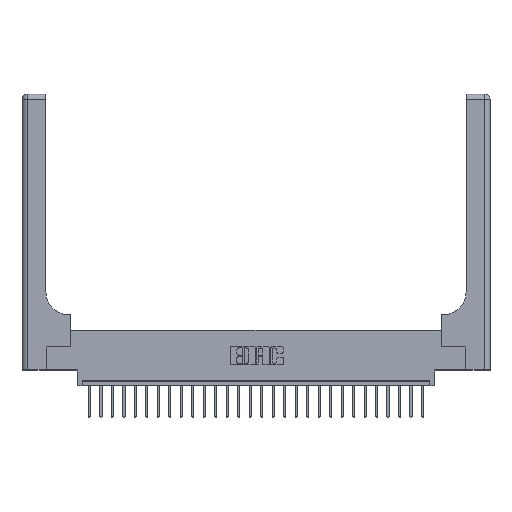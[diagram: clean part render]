
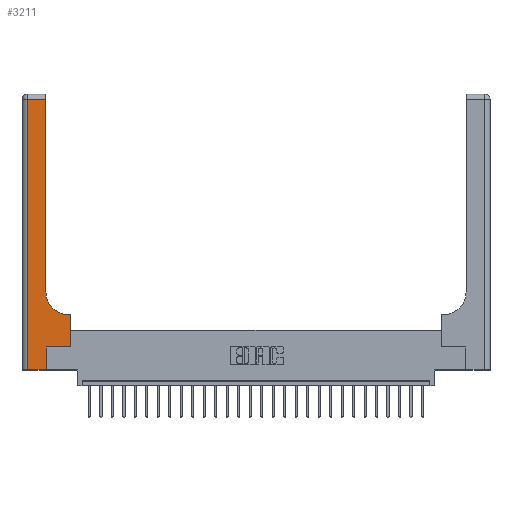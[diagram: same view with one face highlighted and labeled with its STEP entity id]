
A CAD part, top view. The second image highlights one B-rep face of the part: STEP entity #3211.
In plain terms, the highlighted planar face has unit normal (0, 0, 1).
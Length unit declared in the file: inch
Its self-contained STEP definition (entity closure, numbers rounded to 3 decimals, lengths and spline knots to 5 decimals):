
#31 = AXIS2_PLACEMENT_3D ( 'NONE', #15482, #9541, #11568 ) ;
#190 = ORIENTED_EDGE ( 'NONE', *, *, #17143, .T. ) ;
#701 = LINE ( 'NONE', #10264, #1307 ) ;
#1307 = VECTOR ( 'NONE', #20188, 39.37008 ) ;
#1496 = EDGE_CURVE ( 'NONE', #9874, #13399, #7290, .T. ) ;
#1779 = VERTEX_POINT ( 'NONE', #21949 ) ;
#1909 = VERTEX_POINT ( 'NONE', #17260 ) ;
#2040 = VECTOR ( 'NONE', #12507, 39.37008 ) ;
#2051 = FACE_OUTER_BOUND ( 'NONE', #8743, .T. ) ;
#2223 = DIRECTION ( 'NONE',  ( 0., 1., 0. ) ) ;
#2327 = ORIENTED_EDGE ( 'NONE', *, *, #14400, .T. ) ;
#3211 = ADVANCED_FACE ( 'NONE', ( #2051 ), #13338, .F. ) ;
#3857 = DIRECTION ( 'NONE',  ( -1., 0., 0. ) ) ;
#4902 = VERTEX_POINT ( 'NONE', #18593 ) ;
#5107 = EDGE_CURVE ( 'NONE', #1779, #19257, #22358, .T. ) ;
#5257 = VECTOR ( 'NONE', #21894, 39.37008 ) ;
#6697 = CARTESIAN_POINT ( 'NONE',  ( 0.06, 2.94, 0.37 ) ) ;
#7290 = LINE ( 'NONE', #10465, #2040 ) ;
#7318 = DIRECTION ( 'NONE',  ( 1., 0., 0. ) ) ;
#7561 = DIRECTION ( 'NONE',  ( 0., 0., -1. ) ) ;
#8049 = AXIS2_PLACEMENT_3D ( 'NONE', #13584, #7561, #7318 ) ;
#8184 = ORIENTED_EDGE ( 'NONE', *, *, #22861, .T. ) ;
#8743 = EDGE_LOOP ( 'NONE', ( #8184, #21431, #8859, #2327, #190, #22449, #10100, #19064, #15799 ) ) ;
#8859 = ORIENTED_EDGE ( 'NONE', *, *, #11340, .T. ) ;
#9421 = DIRECTION ( 'NONE',  ( 1., 0., 0. ) ) ;
#9541 = DIRECTION ( 'NONE',  ( 0., 0., -1. ) ) ;
#9874 = VERTEX_POINT ( 'NONE', #17150 ) ;
#10100 = ORIENTED_EDGE ( 'NONE', *, *, #15487, .T. ) ;
#10264 = CARTESIAN_POINT ( 'NONE',  ( 0.06, 3., 0.37 ) ) ;
#10465 = CARTESIAN_POINT ( 'NONE',  ( 0.265, 0.25, 0.37 ) ) ;
#10875 = CARTESIAN_POINT ( 'NONE',  ( 0.528, 0.6, 0.37 ) ) ;
#11071 = CARTESIAN_POINT ( 'NONE',  ( 0.528, 0.25, 0.37 ) ) ;
#11340 = EDGE_CURVE ( 'NONE', #15020, #19128, #701, .T. ) ;
#11568 = DIRECTION ( 'NONE',  ( -1., 0., 0. ) ) ;
#12257 = CARTESIAN_POINT ( 'NONE',  ( 0.528, 0.25, 0.37 ) ) ;
#12507 = DIRECTION ( 'NONE',  ( 1., 0., 0. ) ) ;
#12721 = LINE ( 'NONE', #16423, #14855 ) ;
#13338 = PLANE ( 'NONE',  #31 ) ;
#13362 = VECTOR ( 'NONE', #2223, 39.37008 ) ;
#13399 = VERTEX_POINT ( 'NONE', #12257 ) ;
#13470 = CARTESIAN_POINT ( 'NONE',  ( 0., 0., 0.37 ) ) ;
#13584 = CARTESIAN_POINT ( 'NONE',  ( 0.51, 0.85, 0.37 ) ) ;
#14400 = EDGE_CURVE ( 'NONE', #19128, #1909, #25546, .T. ) ;
#14855 = VECTOR ( 'NONE', #22334, 39.37008 ) ;
#15020 = VERTEX_POINT ( 'NONE', #6697 ) ;
#15169 = CARTESIAN_POINT ( 'NONE',  ( 0.06, 0., 0.37 ) ) ;
#15482 = CARTESIAN_POINT ( 'NONE',  ( 0., 3., 0.37 ) ) ;
#15487 = EDGE_CURVE ( 'NONE', #13399, #18321, #21691, .T. ) ;
#15517 = LINE ( 'NONE', #23721, #25064 ) ;
#15799 = ORIENTED_EDGE ( 'NONE', *, *, #5107, .T. ) ;
#16234 = EDGE_CURVE ( 'NONE', #18321, #1779, #15517, .T. ) ;
#16423 = CARTESIAN_POINT ( 'NONE',  ( 0., 2.94, 0.37 ) ) ;
#16899 = EDGE_CURVE ( 'NONE', #4902, #15020, #12721, .T. ) ;
#17143 = EDGE_CURVE ( 'NONE', #1909, #9874, #22222, .T. ) ;
#17150 = CARTESIAN_POINT ( 'NONE',  ( 0.265, 0.25, 0.37 ) ) ;
#17260 = CARTESIAN_POINT ( 'NONE',  ( 0.265, 0., 0.37 ) ) ;
#17867 = VECTOR ( 'NONE', #9421, 39.37008 ) ;
#18321 = VERTEX_POINT ( 'NONE', #10875 ) ;
#18593 = CARTESIAN_POINT ( 'NONE',  ( 0.26, 2.94, 0.37 ) ) ;
#18638 = VECTOR ( 'NONE', #24894, 39.37008 ) ;
#19064 = ORIENTED_EDGE ( 'NONE', *, *, #16234, .T. ) ;
#19128 = VERTEX_POINT ( 'NONE', #15169 ) ;
#19257 = VERTEX_POINT ( 'NONE', #20403 ) ;
#20188 = DIRECTION ( 'NONE',  ( 0., -1., 0. ) ) ;
#20403 = CARTESIAN_POINT ( 'NONE',  ( 0.26, 0.85, 0.37 ) ) ;
#21431 = ORIENTED_EDGE ( 'NONE', *, *, #16899, .T. ) ;
#21691 = LINE ( 'NONE', #11071, #18638 ) ;
#21894 = DIRECTION ( 'NONE',  ( 0., 1., 0. ) ) ;
#21949 = CARTESIAN_POINT ( 'NONE',  ( 0.51, 0.6, 0.37 ) ) ;
#22222 = LINE ( 'NONE', #23378, #5257 ) ;
#22334 = DIRECTION ( 'NONE',  ( -1., 0., 0. ) ) ;
#22358 = CIRCLE ( 'NONE', #8049, 0.25 ) ;
#22449 = ORIENTED_EDGE ( 'NONE', *, *, #1496, .T. ) ;
#22861 = EDGE_CURVE ( 'NONE', #19257, #4902, #22897, .T. ) ;
#22897 = LINE ( 'NONE', #23743, #13362 ) ;
#23378 = CARTESIAN_POINT ( 'NONE',  ( 0.265, 0., 0.37 ) ) ;
#23721 = CARTESIAN_POINT ( 'NONE',  ( 0.26, 0.6, 0.37 ) ) ;
#23743 = CARTESIAN_POINT ( 'NONE',  ( 0.26, 3., 0.37 ) ) ;
#24894 = DIRECTION ( 'NONE',  ( 0., 1., 0. ) ) ;
#25064 = VECTOR ( 'NONE', #3857, 39.37008 ) ;
#25546 = LINE ( 'NONE', #13470, #17867 ) ;
